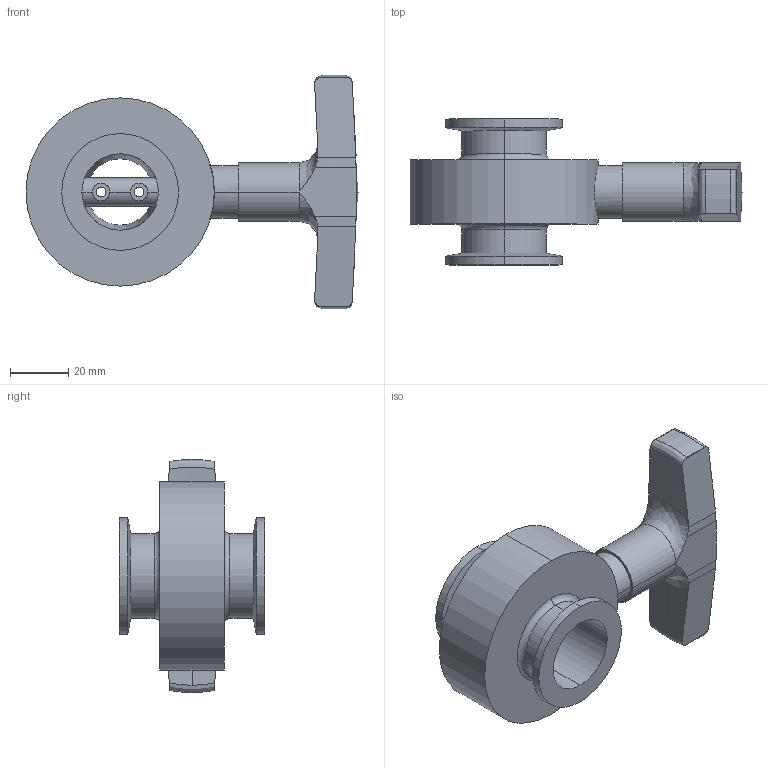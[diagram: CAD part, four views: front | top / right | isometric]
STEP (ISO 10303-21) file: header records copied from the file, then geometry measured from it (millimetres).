
FILE_DESCRIPTION (( 'STEP AP214' ), '1' );
FILE_NAME ('120VSM025.step', '2017-07-10T06:57:46', ( 'install' ), ( '' ), 'SwSTEP 2.0', 'SolidWorks 2015', '' );
FILE_SCHEMA (( 'AUTOMOTIVE_DESIGN' ));
Length unit declared in the file: millimetre
Products named in the file (1): 120VSM025
Bounding box: 113.75 x 50 x 79.84 mm (x, y, z)
Volume: 99676.5 mm3; surface area: 31010.5 mm2
Topology: 4 solids, 4 shells, 154 faces, 362 edges, 222 vertices
Faces by surface type: cylinder 74, plane 35, cone 29, bspline 16
Entity records: 7149 total; most frequent: CARTESIAN_POINT 1957, DIRECTION 724, ORIENTED_EDGE 708, EDGE_CURVE 354, AXIS2_PLACEMENT_3D 301, VERTEX_POINT 222, EDGE_LOOP 176, CIRCLE 162
